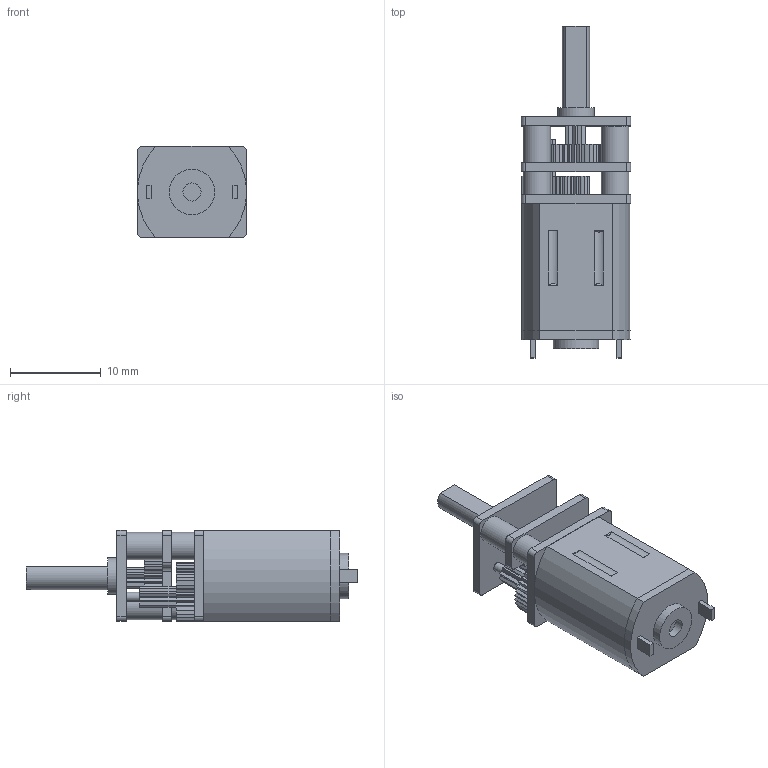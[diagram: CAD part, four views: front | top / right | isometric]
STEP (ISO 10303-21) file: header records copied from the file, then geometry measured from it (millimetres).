
FILE_DESCRIPTION(/* description */ (''),/* implementation_level */ '2;1');
FILE_NAME(/* name */ '',/* time_stamp */ '2022-12-21T15:45:40+10:00',/* author */ (''),/* organization */ (''),/* preprocessor_version */ 'ST-DEVELOPER v19.2',/* originating_system */ 'Autodesk Translation Framework v11.17.0.187',/* authorisation */ '');
FILE_SCHEMA (('AUTOMOTIVE_DESIGN { 1 0 10303 214 3 1 1 }'));
Length unit declared in the file: millimetre
Products named in the file (2): мотор; Component1
Assembly tree (1 placements, depth 2):
  мотор
    Component1
Bounding box: 12 x 36.5 x 10.01 mm (x, y, z)
Volume: 2252 mm3; surface area: 2352.8 mm2
Topology: 11 solids, 11 shells, 383 faces, 1041 edges, 694 vertices
Faces by surface type: plane 264, cylinder 119
Full cylindrical faces by diameter (mm): 1 x2, 2 x1, 3 x4, 4 x1, 5 x1
Entity records: 12151 total; most frequent: CARTESIAN_POINT 2184, ORIENTED_EDGE 2082, DIRECTION 2023, EDGE_CURVE 1041, LINE 817, VECTOR 817, VERTEX_POINT 694, AXIS2_PLACEMENT_3D 603
